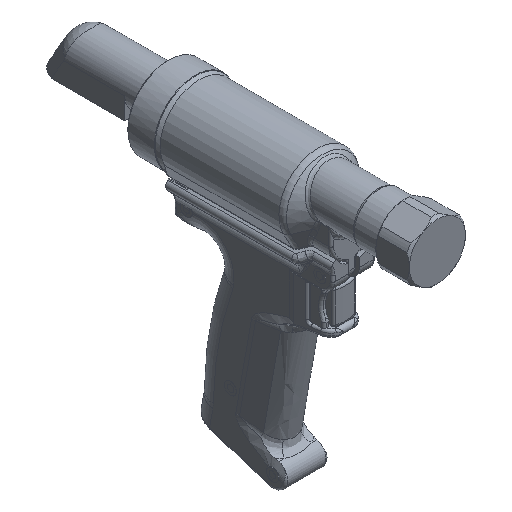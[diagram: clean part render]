
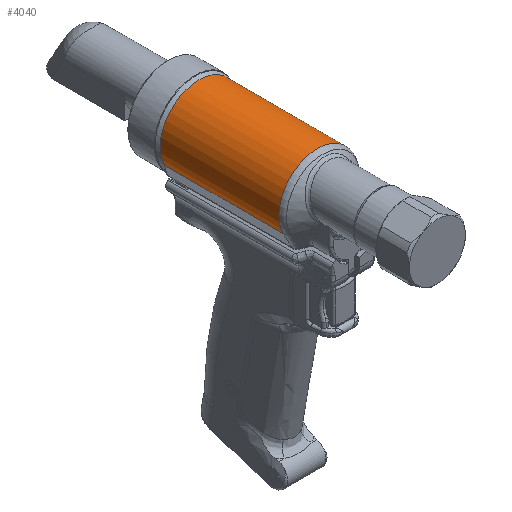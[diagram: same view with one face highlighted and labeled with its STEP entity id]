
A CAD part, isometric view. The second image highlights one B-rep face of the part: STEP entity #4040.
In plain terms, the highlighted cylindrical face has radius 24.194 mm (diameter 48.387 mm), a partial arc.
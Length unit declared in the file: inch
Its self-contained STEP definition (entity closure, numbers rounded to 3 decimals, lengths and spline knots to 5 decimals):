
#1406=FACE_OUTER_BOUND('',#5382,.T.);
#2283=LINE('',#24233,#3196);
#2284=LINE('',#24237,#3197);
#3196=VECTOR('',#17672,1.);
#3197=VECTOR('',#17675,1.);
#4040=ADVANCED_FACE('',(#1406),#4795,.T.);
#4795=CYLINDRICAL_SURFACE('',#15418,0.9525);
#5382=EDGE_LOOP('',(#7185,#7186,#7187,#7188));
#7185=ORIENTED_EDGE('',*,*,#12694,.T.);
#7186=ORIENTED_EDGE('',*,*,#12695,.T.);
#7187=ORIENTED_EDGE('',*,*,#12696,.T.);
#7188=ORIENTED_EDGE('',*,*,#12653,.T.);
#11081=VERTEX_POINT('',#23839);
#11082=VERTEX_POINT('',#23840);
#11103=VERTEX_POINT('',#24234);
#11104=VERTEX_POINT('',#24236);
#12653=EDGE_CURVE('',#11081,#11082,#14454,.T.);
#12694=EDGE_CURVE('',#11082,#11103,#2283,.T.);
#12695=EDGE_CURVE('',#11103,#11104,#14465,.T.);
#12696=EDGE_CURVE('',#11104,#11081,#2284,.T.);
#14454=CIRCLE('',#15394,0.9525);
#14465=CIRCLE('',#15417,0.9525);
#15394=AXIS2_PLACEMENT_3D('',#23838,#17619,#17620);
#15417=AXIS2_PLACEMENT_3D('',#24235,#17673,#17674);
#15418=AXIS2_PLACEMENT_3D('',#24238,#17676,#17677);
#17619=DIRECTION('',(0.,1.,0.));
#17620=DIRECTION('',(0.,0.,-1.));
#17672=DIRECTION('',(0.,1.,0.));
#17673=DIRECTION('',(0.,-1.,0.));
#17674=DIRECTION('',(0.,0.,-1.));
#17675=DIRECTION('',(0.,-1.,0.));
#17676=DIRECTION('',(0.,-1.,0.));
#17677=DIRECTION('',(0.,0.,-1.));
#23838=CARTESIAN_POINT('',(0.,2.62046,-0.23));
#23839=CARTESIAN_POINT('',(-0.84151,2.62046,-0.67622));
#23840=CARTESIAN_POINT('',(0.84151,2.62046,-0.67622));
#24233=CARTESIAN_POINT('',(0.84151,-1.80881,-0.67622));
#24234=CARTESIAN_POINT('',(0.84151,5.53672,-0.67622));
#24235=CARTESIAN_POINT('',(0.,5.53672,-0.23));
#24236=CARTESIAN_POINT('',(-0.84151,5.53672,-0.67622));
#24237=CARTESIAN_POINT('',(-0.84151,-1.80881,-0.67622));
#24238=CARTESIAN_POINT('',(0.,-1.80881,-0.23));
